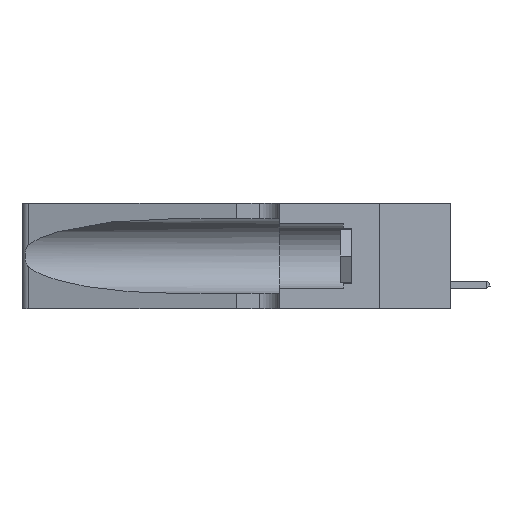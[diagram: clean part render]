
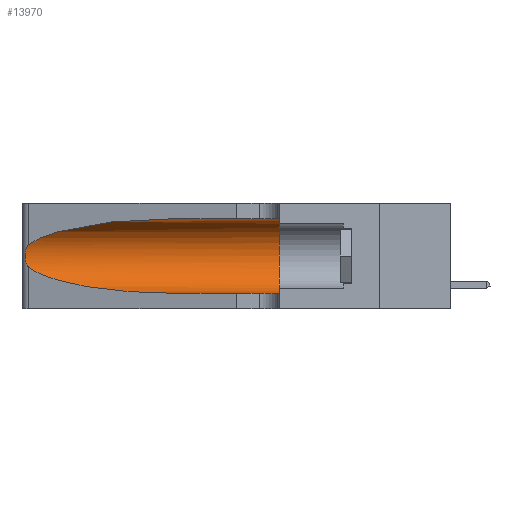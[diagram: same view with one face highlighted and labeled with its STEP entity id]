
A CAD part, left-side view. The second image highlights one B-rep face of the part: STEP entity #13970.
In plain terms, the highlighted cylindrical face has radius 3.308 mm (diameter 6.617 mm), a partial arc.
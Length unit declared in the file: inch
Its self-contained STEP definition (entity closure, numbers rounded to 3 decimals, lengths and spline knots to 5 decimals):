
#348 = ORIENTED_EDGE ( 'NONE', *, *, #14300, .T. ) ;
#373 = ORIENTED_EDGE ( 'NONE', *, *, #17124, .F. ) ;
#720 = LINE ( 'NONE', #6286, #2902 ) ;
#956 = CARTESIAN_POINT ( 'NONE',  ( 0.18966, 0.96281, 0.05475 ) ) ;
#1381 = VERTEX_POINT ( 'NONE', #7435 ) ;
#1410 = CARTESIAN_POINT ( 'NONE',  ( 0.25555, 1.22994, 0.2215 ) ) ;
#1857 = EDGE_CURVE ( 'NONE', #6480, #17835, #720, .T. ) ;
#2575 = ORIENTED_EDGE ( 'NONE', *, *, #3078, .T. ) ;
#2902 = VECTOR ( 'NONE', #6069, 39.37008 ) ;
#3078 = EDGE_CURVE ( 'NONE', #22132, #4614, #14782, .T. ) ;
#3156 = CARTESIAN_POINT ( 'NONE',  ( 0.1305, 0.35, 0.31525 ) ) ;
#3212 = CARTESIAN_POINT ( 'NONE',  ( 0.25639, 1.23184, 0.21858 ) ) ;
#3245 = EDGE_CURVE ( 'NONE', #4614, #1381, #7325, .T. ) ;
#3744 = CARTESIAN_POINT ( 'NONE',  ( 0.1305, 0.72297, 0.31525 ) ) ;
#4547 = CARTESIAN_POINT ( 'NONE',  ( 0.1305, 0.72297, 0.31525 ) ) ;
#4614 = VERTEX_POINT ( 'NONE', #6523 ) ;
#4615 = DIRECTION ( 'NONE',  ( 0., -1., 0. ) ) ;
#4822 = CARTESIAN_POINT ( 'NONE',  ( 0.26017, 1.23833, 0.17102 ) ) ;
#4851 = DIRECTION ( 'NONE',  ( 0., 0., -1. ) ) ;
#4965 =( BOUNDED_CURVE ( )  B_SPLINE_CURVE ( 3, ( #16146, #13044, #956, #14296 ),
 .UNSPECIFIED., .F., .F. ) 
 B_SPLINE_CURVE_WITH_KNOTS ( ( 4, 4 ),
 ( 3.44316, 4.71239 ),
 .UNSPECIFIED. ) 
 CURVE ( )  GEOMETRIC_REPRESENTATION_ITEM ( )  RATIONAL_B_SPLINE_CURVE ( ( 1., 0.87, 0.87, 1. ) ) 
 REPRESENTATION_ITEM ( '' )  );
#5286 = CIRCLE ( 'NONE', #20428, 0.13025 ) ;
#5335 = CARTESIAN_POINT ( 'NONE',  ( 0.25487, 1.22718, 0.22369 ) ) ;
#5524 = DIRECTION ( 'NONE',  ( 0., -1., 0. ) ) ;
#6069 = DIRECTION ( 'NONE',  ( 0., -1., 0. ) ) ;
#6234 = FACE_OUTER_BOUND ( 'NONE', #20897, .T. ) ;
#6286 = CARTESIAN_POINT ( 'NONE',  ( 0.1305, 1.61858, 0.05475 ) ) ;
#6480 = VERTEX_POINT ( 'NONE', #7493 ) ;
#6523 = CARTESIAN_POINT ( 'NONE',  ( 0.25487, 1.22718, 0.22369 ) ) ;
#7008 = VECTOR ( 'NONE', #5524, 39.37008 ) ;
#7068 = CARTESIAN_POINT ( 'NONE',  ( 0.18966, 0.96281, 0.31525 ) ) ;
#7325 = B_SPLINE_CURVE_WITH_KNOTS ( 'NONE', 3,
 ( #17355, #1410, #3212, #8364, #10133, #20570, #11958, #13581, #4822, #17061, #22438, #19031, #11886, #10053 ),
 .UNSPECIFIED., .F., .F.,
 ( 4, 2, 2, 2, 2, 2, 4 ),
 ( 0., 0.00027, 0.00053, 0.00107, 0.0016, 0.00187, 0.00214 ),
 .UNSPECIFIED. ) ;
#7435 = CARTESIAN_POINT ( 'NONE',  ( 0.25487, 1.22718, 0.14631 ) ) ;
#7493 = CARTESIAN_POINT ( 'NONE',  ( 0.1305, 0.72297, 0.05475 ) ) ;
#8364 = CARTESIAN_POINT ( 'NONE',  ( 0.25787, 1.23484, 0.2124 ) ) ;
#8378 = EDGE_CURVE ( 'NONE', #22132, #17343, #18804, .T. ) ;
#9781 = ORIENTED_EDGE ( 'NONE', *, *, #1857, .T. ) ;
#9820 = AXIS2_PLACEMENT_3D ( 'NONE', #17005, #4615, #4851 ) ;
#10053 = CARTESIAN_POINT ( 'NONE',  ( 0.25487, 1.22718, 0.14631 ) ) ;
#10133 = CARTESIAN_POINT ( 'NONE',  ( 0.25854, 1.2359, 0.20912 ) ) ;
#11886 = CARTESIAN_POINT ( 'NONE',  ( 0.25555, 1.22993, 0.14849 ) ) ;
#11958 = CARTESIAN_POINT ( 'NONE',  ( 0.26075, 1.23896, 0.19203 ) ) ;
#13044 = CARTESIAN_POINT ( 'NONE',  ( 0.2373, 1.15595, 0.08982 ) ) ;
#13581 = CARTESIAN_POINT ( 'NONE',  ( 0.26075, 1.23896, 0.178 ) ) ;
#13970 = ADVANCED_FACE ( 'NONE', ( #6234 ), #16351, .F. ) ;
#14296 = CARTESIAN_POINT ( 'NONE',  ( 0.1305, 0.72297, 0.05475 ) ) ;
#14300 = EDGE_CURVE ( 'NONE', #1381, #6480, #4965, .T. ) ;
#14421 = ORIENTED_EDGE ( 'NONE', *, *, #8378, .F. ) ;
#14782 =( BOUNDED_CURVE ( )  B_SPLINE_CURVE ( 3, ( #3744, #7068, #15958, #5335 ),
 .UNSPECIFIED., .F., .F. ) 
 B_SPLINE_CURVE_WITH_KNOTS ( ( 4, 4 ),
 ( 1.5708, 2.84003 ),
 .UNSPECIFIED. ) 
 CURVE ( )  GEOMETRIC_REPRESENTATION_ITEM ( )  RATIONAL_B_SPLINE_CURVE ( ( 1., 0.87, 0.87, 1. ) ) 
 REPRESENTATION_ITEM ( '' )  );
#14785 = DIRECTION ( 'NONE',  ( 0., 1., 0. ) ) ;
#15958 = CARTESIAN_POINT ( 'NONE',  ( 0.2373, 1.15595, 0.28018 ) ) ;
#16146 = CARTESIAN_POINT ( 'NONE',  ( 0.25487, 1.22718, 0.14631 ) ) ;
#16351 = CYLINDRICAL_SURFACE ( 'NONE', #9820, 0.13025 ) ;
#17005 = CARTESIAN_POINT ( 'NONE',  ( 0.1305, 1.61858, 0.185 ) ) ;
#17061 = CARTESIAN_POINT ( 'NONE',  ( 0.25856, 1.23593, 0.16098 ) ) ;
#17124 = EDGE_CURVE ( 'NONE', #17343, #17835, #5286, .T. ) ;
#17343 = VERTEX_POINT ( 'NONE', #3156 ) ;
#17355 = CARTESIAN_POINT ( 'NONE',  ( 0.25487, 1.22718, 0.22369 ) ) ;
#17835 = VERTEX_POINT ( 'NONE', #22274 ) ;
#18013 = DIRECTION ( 'NONE',  ( 0., 0., 1. ) ) ;
#18313 = CARTESIAN_POINT ( 'NONE',  ( 0.1305, 0.35, 0.185 ) ) ;
#18804 = LINE ( 'NONE', #20035, #7008 ) ;
#19031 = CARTESIAN_POINT ( 'NONE',  ( 0.25639, 1.23186, 0.15144 ) ) ;
#20035 = CARTESIAN_POINT ( 'NONE',  ( 0.1305, 1.61858, 0.31525 ) ) ;
#20428 = AXIS2_PLACEMENT_3D ( 'NONE', #18313, #14785, #18013 ) ;
#20570 = CARTESIAN_POINT ( 'NONE',  ( 0.26018, 1.23835, 0.19895 ) ) ;
#20869 = ORIENTED_EDGE ( 'NONE', *, *, #3245, .T. ) ;
#20897 = EDGE_LOOP ( 'NONE', ( #2575, #20869, #348, #9781, #373, #14421 ) ) ;
#22132 = VERTEX_POINT ( 'NONE', #4547 ) ;
#22274 = CARTESIAN_POINT ( 'NONE',  ( 0.1305, 0.35, 0.05475 ) ) ;
#22438 = CARTESIAN_POINT ( 'NONE',  ( 0.25789, 1.23486, 0.15765 ) ) ;
